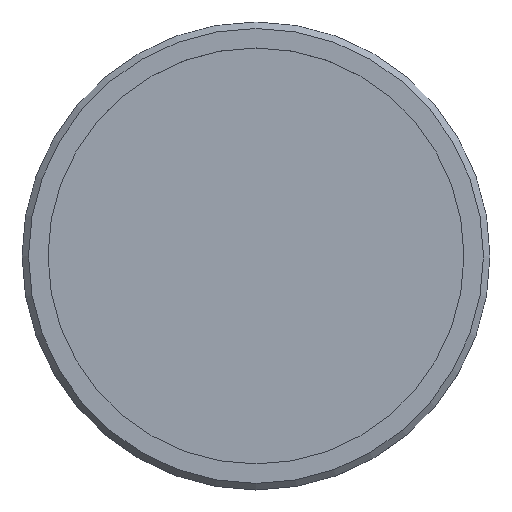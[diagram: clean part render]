
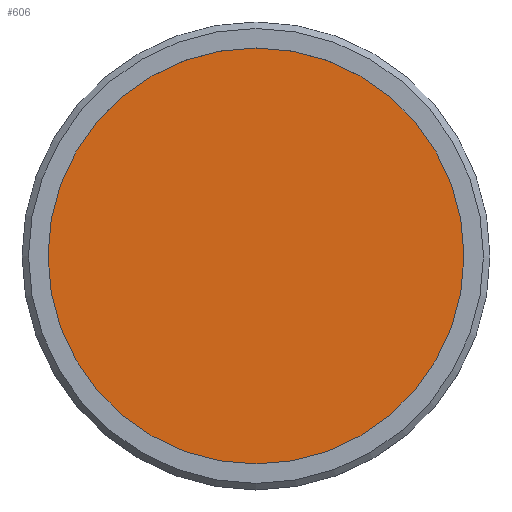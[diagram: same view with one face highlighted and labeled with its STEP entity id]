
A CAD part, top view. The second image highlights one B-rep face of the part: STEP entity #606.
In plain terms, the highlighted planar face has unit normal (0, 0, 1).
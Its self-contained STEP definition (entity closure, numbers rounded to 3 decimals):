
#115=PLANE('',#668);
#144=ORIENTED_EDGE('',*,*,#307,.T.);
#307=EDGE_CURVE('',#390,#390,#449,.T.);
#390=VERTEX_POINT('',#968);
#449=CIRCLE('',#667,32.);
#491=EDGE_LOOP('',(#144));
#543=FACE_BOUND('',#491,.T.);
#606=ADVANCED_FACE('',(#543),#115,.T.);
#667=AXIS2_PLACEMENT_3D('',#967,#762,#763);
#668=AXIS2_PLACEMENT_3D('',#969,#764,#765);
#762=DIRECTION('',(0.,0.,1.));
#763=DIRECTION('',(1.,0.,0.));
#764=DIRECTION('',(0.,0.,1.));
#765=DIRECTION('',(1.,0.,0.));
#967=CARTESIAN_POINT('',(0.,0.,-4.));
#968=CARTESIAN_POINT('',(32.,0.,-4.));
#969=CARTESIAN_POINT('',(0.,0.,-4.));
